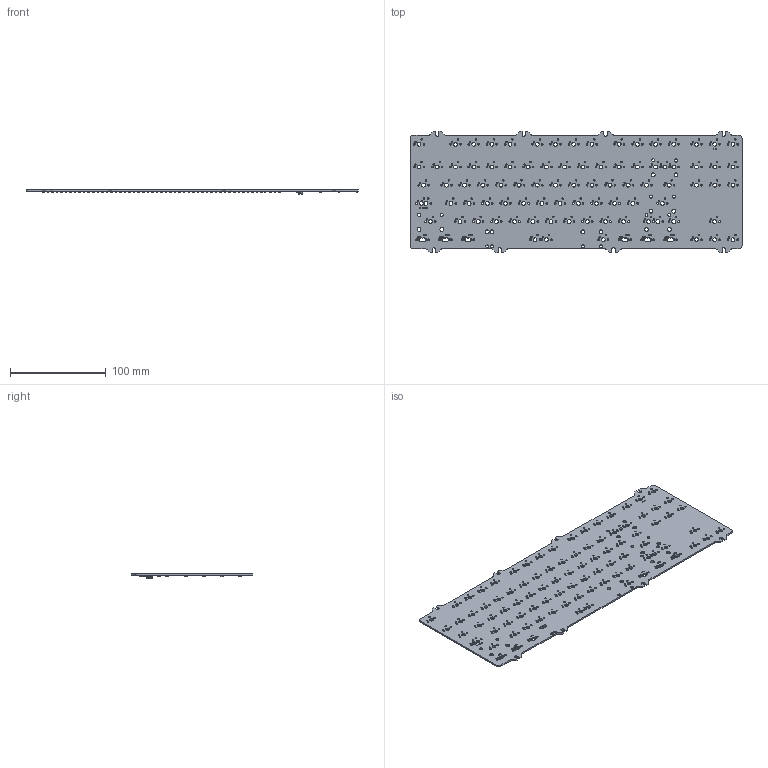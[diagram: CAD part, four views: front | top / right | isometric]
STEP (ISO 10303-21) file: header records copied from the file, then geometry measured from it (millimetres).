
FILE_DESCRIPTION(('KiCad electronic assembly'),'2;1');
FILE_NAME('keyboard.step','2021-05-14T21:20:30',('An Author'),( 'A Company'),'Open CASCADE STEP processor 7.4', 'KiCad to STEP converter','Unknown');
FILE_SCHEMA(('AUTOMOTIVE_DESIGN { 1 0 10303 214 1 1 1 1 }'));
Length unit declared in the file: millimetre
Products named in the file (6): Open CASCADE STEP translator 7.4 1; JST-SM04B-SRSS-TB; SOLID; D_SOD-123; COMPOUND
Assembly tree (93 placements, depth 3):
  Open CASCADE STEP translator 7.4 1
    JST-SM04B-SRSS-TB
      SOLID
    D_SOD-123  x89
      SOLID
    COMPOUND
Bounding box: 347.66 x 127.06 x 4.66 mm (x, y, z)
Volume: 63490.8 mm3; surface area: 87871.5 mm2
Topology: 91 solids, 91 shells, 6693 faces, 16050 edges, 9628 vertices
Faces by surface type: plane 3090, bspline 2314, cylinder 1289
Full cylindrical faces by diameter (mm): 1.04 x6, 1.47 x196, 1.75 x177, 3.048 x11, 3.988 x98
Entity records: 60756 total; most frequent: CARTESIAN_POINT 9707, DIRECTION 9662, ORIENTED_EDGE 4630, PCURVE 4628, DEFINITIONAL_REPRESENTATION 4628, LINE 4430, VECTOR 4430, CIRCLE 2332
